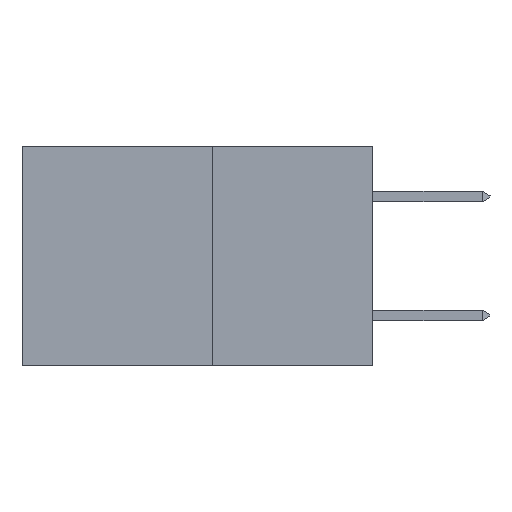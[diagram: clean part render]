
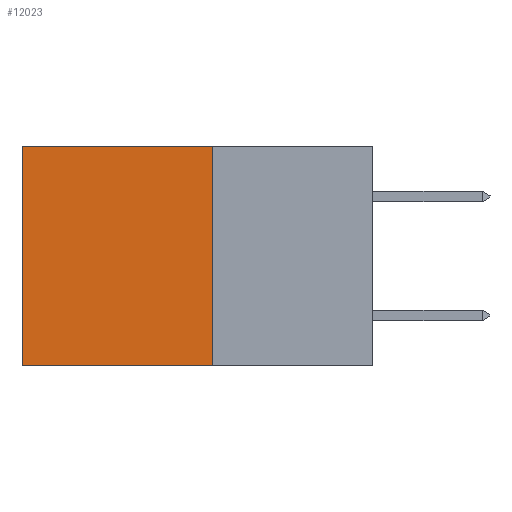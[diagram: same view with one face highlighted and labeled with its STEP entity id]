
A CAD part, left-side view. The second image highlights one B-rep face of the part: STEP entity #12023.
In plain terms, the highlighted planar face has unit normal (-1, 0, 0).
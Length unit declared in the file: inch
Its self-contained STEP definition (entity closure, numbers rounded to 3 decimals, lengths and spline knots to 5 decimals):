
#60 = CARTESIAN_POINT ( 'NONE',  ( 0.277, 0.27, -0.37 ) ) ;
#1925 = CARTESIAN_POINT ( 'NONE',  ( 0.277, 0.27, -0.37 ) ) ;
#2265 = DIRECTION ( 'NONE',  ( 0., 1., 0. ) ) ;
#2383 = DIRECTION ( 'NONE',  ( 0., 0., -1. ) ) ;
#2407 = EDGE_LOOP ( 'NONE', ( #12321, #17712, #11015, #3582 ) ) ;
#2417 = EDGE_CURVE ( 'NONE', #6657, #13837, #7857, .T. ) ;
#2439 = EDGE_CURVE ( 'NONE', #17190, #9226, #13867, .T. ) ;
#3316 = DIRECTION ( 'NONE',  ( 0., 0., -1. ) ) ;
#3582 = ORIENTED_EDGE ( 'NONE', *, *, #7241, .T. ) ;
#3811 = CARTESIAN_POINT ( 'NONE',  ( 0.277, 0.27, -0.37 ) ) ;
#5340 = VECTOR ( 'NONE', #16497, 39.37008 ) ;
#6571 = VECTOR ( 'NONE', #11481, 39.37008 ) ;
#6657 = VERTEX_POINT ( 'NONE', #8800 ) ;
#7241 = EDGE_CURVE ( 'NONE', #17190, #6657, #11035, .T. ) ;
#7857 = LINE ( 'NONE', #10240, #10634 ) ;
#8800 = CARTESIAN_POINT ( 'NONE',  ( 0.277, 0.59, 0. ) ) ;
#8995 = LINE ( 'NONE', #60, #5340 ) ;
#9226 = VERTEX_POINT ( 'NONE', #3811 ) ;
#10098 = PLANE ( 'NONE',  #15358 ) ;
#10240 = CARTESIAN_POINT ( 'NONE',  ( 0.277, 0.59, -0.37 ) ) ;
#10634 = VECTOR ( 'NONE', #2383, 39.37008 ) ;
#11015 = ORIENTED_EDGE ( 'NONE', *, *, #2439, .F. ) ;
#11035 = LINE ( 'NONE', #14163, #14718 ) ;
#11455 = DIRECTION ( 'NONE',  ( 1., 0., 0. ) ) ;
#11481 = DIRECTION ( 'NONE',  ( 0., 0., -1. ) ) ;
#11666 = CARTESIAN_POINT ( 'NONE',  ( 0.277, 0.27, -0.37 ) ) ;
#12023 = ADVANCED_FACE ( 'NONE', ( #13465 ), #10098, .F. ) ;
#12321 = ORIENTED_EDGE ( 'NONE', *, *, #2417, .T. ) ;
#12807 = EDGE_CURVE ( 'NONE', #9226, #13837, #8995, .T. ) ;
#13465 = FACE_OUTER_BOUND ( 'NONE', #2407, .T. ) ;
#13837 = VERTEX_POINT ( 'NONE', #15656 ) ;
#13867 = LINE ( 'NONE', #11666, #6571 ) ;
#13960 = CARTESIAN_POINT ( 'NONE',  ( 0.277, 0.27, 0. ) ) ;
#14163 = CARTESIAN_POINT ( 'NONE',  ( 0.277, 0.27, 0. ) ) ;
#14718 = VECTOR ( 'NONE', #2265, 39.37008 ) ;
#15358 = AXIS2_PLACEMENT_3D ( 'NONE', #1925, #11455, #3316 ) ;
#15656 = CARTESIAN_POINT ( 'NONE',  ( 0.277, 0.59, -0.37 ) ) ;
#16497 = DIRECTION ( 'NONE',  ( 0., 1., 0. ) ) ;
#17190 = VERTEX_POINT ( 'NONE', #13960 ) ;
#17712 = ORIENTED_EDGE ( 'NONE', *, *, #12807, .F. ) ;
